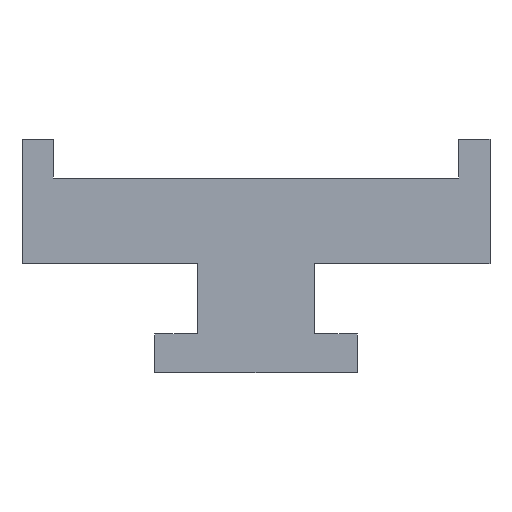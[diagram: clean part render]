
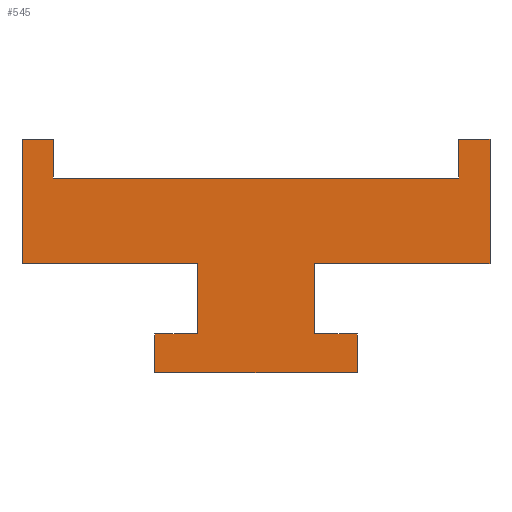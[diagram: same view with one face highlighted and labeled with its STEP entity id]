
A CAD part, front view. The second image highlights one B-rep face of the part: STEP entity #545.
In plain terms, the highlighted planar face has unit normal (0, -1, 0).
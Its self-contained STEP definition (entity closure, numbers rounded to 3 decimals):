
#17=CARTESIAN_POINT('',(-13.,0.,15.));
#18=VERTEX_POINT('',#17);
#25=CARTESIAN_POINT('',(-13.,0.,12.5));
#26=VERTEX_POINT('',#25);
#27=CARTESIAN_POINT('',(-13.,0.,12.5));
#28=DIRECTION('',(0.0,0.0,1.0));
#29=VECTOR('',#28,2.5);
#30=LINE('',#27,#29);
#31=EDGE_CURVE('',#26,#18,#30,.T.);
#55=CARTESIAN_POINT('',(-15.,0.,15.));
#56=VERTEX_POINT('',#55);
#63=CARTESIAN_POINT('',(-13.,0.,15.));
#64=DIRECTION('',(-1.0,0.0,0.0));
#65=VECTOR('',#64,2.);
#66=LINE('',#63,#65);
#67=EDGE_CURVE('',#18,#56,#66,.T.);
#86=CARTESIAN_POINT('',(-15.,0.,7.));
#87=VERTEX_POINT('',#86);
#94=CARTESIAN_POINT('',(-15.,0.,15.));
#95=DIRECTION('',(0.0,0.0,-1.0));
#96=VECTOR('',#95,8.);
#97=LINE('',#94,#96);
#98=EDGE_CURVE('',#56,#87,#97,.T.);
#117=CARTESIAN_POINT('',(-3.75,0.,7.));
#118=VERTEX_POINT('',#117);
#125=CARTESIAN_POINT('',(-15.,0.,7.));
#126=DIRECTION('',(1.0,0.0,0.0));
#127=VECTOR('',#126,11.25);
#128=LINE('',#125,#127);
#129=EDGE_CURVE('',#87,#118,#128,.T.);
#148=CARTESIAN_POINT('',(-3.75,0.,2.5));
#149=VERTEX_POINT('',#148);
#156=CARTESIAN_POINT('',(-3.75,0.,7.));
#157=DIRECTION('',(0.0,0.0,-1.0));
#158=VECTOR('',#157,4.5);
#159=LINE('',#156,#158);
#160=EDGE_CURVE('',#118,#149,#159,.T.);
#179=CARTESIAN_POINT('',(-6.5,0.,2.5));
#180=VERTEX_POINT('',#179);
#187=CARTESIAN_POINT('',(-3.75,0.,2.5));
#188=DIRECTION('',(-1.0,0.0,0.0));
#189=VECTOR('',#188,2.75);
#190=LINE('',#187,#189);
#191=EDGE_CURVE('',#149,#180,#190,.T.);
#210=CARTESIAN_POINT('',(-6.5,0.0,0.0));
#211=VERTEX_POINT('',#210);
#218=CARTESIAN_POINT('',(-6.5,0.,2.5));
#219=DIRECTION('',(0.0,0.0,-1.0));
#220=VECTOR('',#219,2.5);
#221=LINE('',#218,#220);
#222=EDGE_CURVE('',#180,#211,#221,.T.);
#241=CARTESIAN_POINT('',(6.5,0.0,0.0));
#242=VERTEX_POINT('',#241);
#249=CARTESIAN_POINT('',(-6.5,0.0,0.0));
#250=DIRECTION('',(1.0,0.0,0.0));
#251=VECTOR('',#250,13.);
#252=LINE('',#249,#251);
#253=EDGE_CURVE('',#211,#242,#252,.T.);
#272=CARTESIAN_POINT('',(6.5,0.,2.5));
#273=VERTEX_POINT('',#272);
#280=CARTESIAN_POINT('',(6.5,0.0,0.0));
#281=DIRECTION('',(0.0,0.0,1.0));
#282=VECTOR('',#281,2.5);
#283=LINE('',#280,#282);
#284=EDGE_CURVE('',#242,#273,#283,.T.);
#303=CARTESIAN_POINT('',(3.75,0.,2.5));
#304=VERTEX_POINT('',#303);
#311=CARTESIAN_POINT('',(6.5,0.,2.5));
#312=DIRECTION('',(-1.0,0.0,0.0));
#313=VECTOR('',#312,2.75);
#314=LINE('',#311,#313);
#315=EDGE_CURVE('',#273,#304,#314,.T.);
#334=CARTESIAN_POINT('',(3.75,0.,7.));
#335=VERTEX_POINT('',#334);
#342=CARTESIAN_POINT('',(3.75,0.,2.5));
#343=DIRECTION('',(0.0,0.0,1.0));
#344=VECTOR('',#343,4.5);
#345=LINE('',#342,#344);
#346=EDGE_CURVE('',#304,#335,#345,.T.);
#365=CARTESIAN_POINT('',(15.,0.,7.));
#366=VERTEX_POINT('',#365);
#373=CARTESIAN_POINT('',(3.75,0.,7.));
#374=DIRECTION('',(1.0,0.0,0.0));
#375=VECTOR('',#374,11.25);
#376=LINE('',#373,#375);
#377=EDGE_CURVE('',#335,#366,#376,.T.);
#396=CARTESIAN_POINT('',(15.,0.,15.));
#397=VERTEX_POINT('',#396);
#404=CARTESIAN_POINT('',(15.,0.,7.));
#405=DIRECTION('',(0.0,0.0,1.0));
#406=VECTOR('',#405,8.);
#407=LINE('',#404,#406);
#408=EDGE_CURVE('',#366,#397,#407,.T.);
#427=CARTESIAN_POINT('',(13.,0.,15.));
#428=VERTEX_POINT('',#427);
#435=CARTESIAN_POINT('',(15.,0.,15.));
#436=DIRECTION('',(-1.0,0.0,0.0));
#437=VECTOR('',#436,2.);
#438=LINE('',#435,#437);
#439=EDGE_CURVE('',#397,#428,#438,.T.);
#458=CARTESIAN_POINT('',(13.,0.,12.5));
#459=VERTEX_POINT('',#458);
#466=CARTESIAN_POINT('',(13.,0.,15.));
#467=DIRECTION('',(0.0,0.0,-1.0));
#468=VECTOR('',#467,2.5);
#469=LINE('',#466,#468);
#470=EDGE_CURVE('',#428,#459,#469,.T.);
#488=CARTESIAN_POINT('',(13.,0.,12.5));
#489=DIRECTION('',(-1.0,0.0,0.0));
#490=VECTOR('',#489,26.);
#491=LINE('',#488,#490);
#492=EDGE_CURVE('',#459,#26,#491,.T.);
#522=CARTESIAN_POINT('',(-18.,0.,-1.5));
#523=DIRECTION('',(0.0,-1.0,0.0));
#524=DIRECTION('',(1.0,0.0,0.0));
#525=AXIS2_PLACEMENT_3D('',#522,#523,#524);
#526=PLANE('',#525);
#527=ORIENTED_EDGE('',*,*,#31,.T.);
#528=ORIENTED_EDGE('',*,*,#67,.T.);
#529=ORIENTED_EDGE('',*,*,#98,.T.);
#530=ORIENTED_EDGE('',*,*,#129,.T.);
#531=ORIENTED_EDGE('',*,*,#160,.T.);
#532=ORIENTED_EDGE('',*,*,#191,.T.);
#533=ORIENTED_EDGE('',*,*,#222,.T.);
#534=ORIENTED_EDGE('',*,*,#253,.T.);
#535=ORIENTED_EDGE('',*,*,#284,.T.);
#536=ORIENTED_EDGE('',*,*,#315,.T.);
#537=ORIENTED_EDGE('',*,*,#346,.T.);
#538=ORIENTED_EDGE('',*,*,#377,.T.);
#539=ORIENTED_EDGE('',*,*,#408,.T.);
#540=ORIENTED_EDGE('',*,*,#439,.T.);
#541=ORIENTED_EDGE('',*,*,#470,.T.);
#542=ORIENTED_EDGE('',*,*,#492,.T.);
#543=EDGE_LOOP('',(#527,#528,#529,#530,#531,#532,#533,#534,#535,#536,#537,#538,#539,#540,#541,#542));
#544=FACE_OUTER_BOUND('',#543,.T.);
#545=ADVANCED_FACE('',(#544),#526,.T.);
